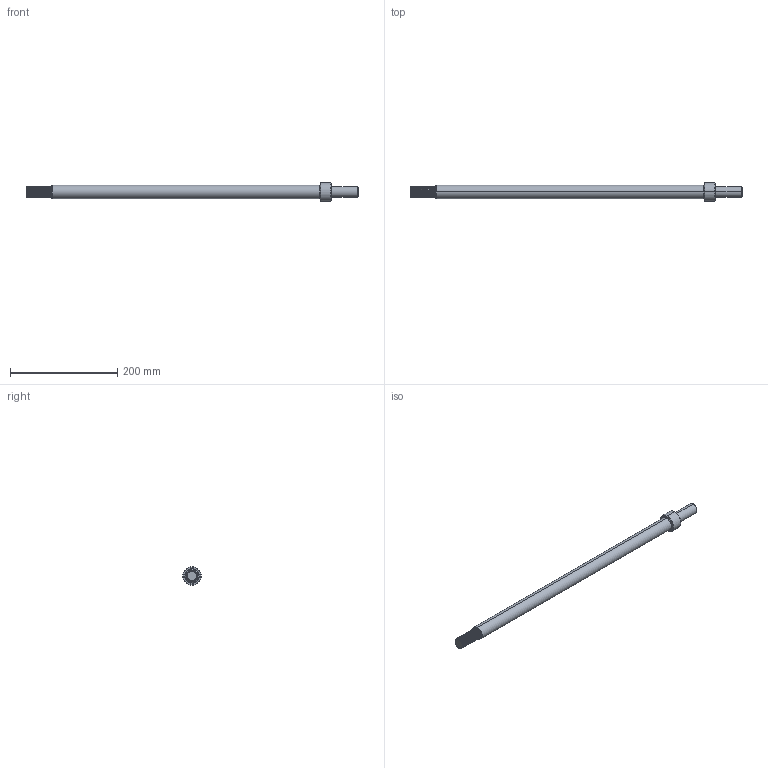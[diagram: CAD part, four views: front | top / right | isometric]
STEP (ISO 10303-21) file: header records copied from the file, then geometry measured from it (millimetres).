
FILE_DESCRIPTION((''),'2;1');
FILE_NAME('SHAFT_50MM','2018-04-20T',('Harry'),(''),'CREO PARAMETRIC BY PTC INC, 2014440','CREO PARAMETRIC BY PTC INC, 2014440','');
FILE_SCHEMA(('CONFIG_CONTROL_DESIGN'));
Length unit declared in the file: millimetre
Products named in the file (1): SHAFT_50MM
Bounding box: 618 x 34.35 x 34.35 mm (x, y, z)
Volume: 293409.1 mm3; surface area: 51918.5 mm2
Topology: 1 solids, 1 shells, 50 faces, 180 edges, 135 vertices
Faces by surface type: bspline 24, cylinder 8, cone 8, plane 6, torus 4
Entity records: 7323 total; most frequent: CARTESIAN_POINT 5968, ORIENTED_EDGE 360, EDGE_CURVE 180, DIRECTION 152, VERTEX_POINT 135, B_SPLINE_CURVE_WITH_KNOTS 110, AXIS2_PLACEMENT_3D 56, EDGE_LOOP 53
